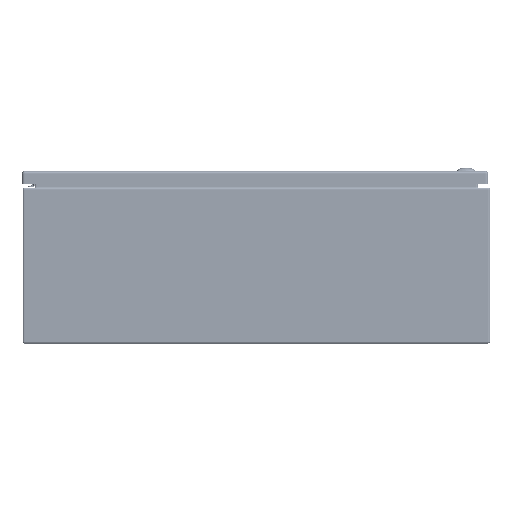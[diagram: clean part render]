
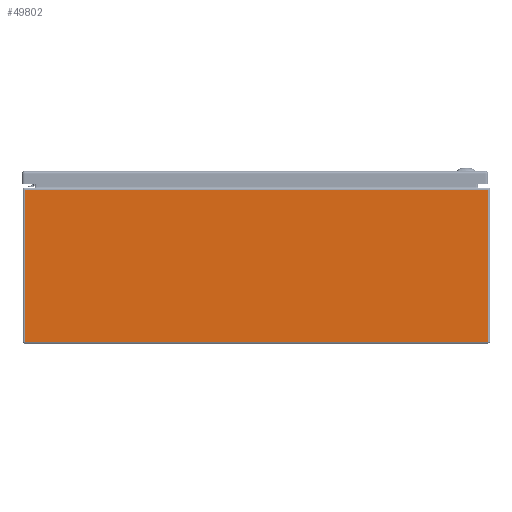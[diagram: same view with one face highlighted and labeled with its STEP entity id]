
A CAD part, front view. The second image highlights one B-rep face of the part: STEP entity #49802.
In plain terms, the highlighted planar face has unit normal (0, -1, 0).
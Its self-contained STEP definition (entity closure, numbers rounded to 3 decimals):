
#4206=LINE('',#71356,#8110);
#4207=LINE('',#71358,#8111);
#4208=LINE('',#71360,#8112);
#4209=LINE('',#71361,#8113);
#8110=VECTOR('',#58286,0.394);
#8111=VECTOR('',#58287,0.394);
#8112=VECTOR('',#58288,0.394);
#8113=VECTOR('',#58289,0.394);
#12673=FACE_OUTER_BOUND('',#15687,.T.);
#15687=EDGE_LOOP('',(#33342,#33343,#33344,#33345));
#20808=VERTEX_POINT('',#71351);
#20809=VERTEX_POINT('',#71355);
#20810=VERTEX_POINT('',#71357);
#20811=VERTEX_POINT('',#71359);
#25662=EDGE_CURVE('',#20808,#20809,#4206,.T.);
#25663=EDGE_CURVE('',#20810,#20808,#4207,.T.);
#25664=EDGE_CURVE('',#20811,#20810,#4208,.T.);
#25665=EDGE_CURVE('',#20809,#20811,#4209,.T.);
#33342=ORIENTED_EDGE('',*,*,#25662,.F.);
#33343=ORIENTED_EDGE('',*,*,#25663,.F.);
#33344=ORIENTED_EDGE('',*,*,#25664,.F.);
#33345=ORIENTED_EDGE('',*,*,#25665,.F.);
#48396=PLANE('',#53685);
#49802=ADVANCED_FACE('',(#12673),#48396,.F.);
#53685=AXIS2_PLACEMENT_3D('',#71354,#58284,#58285);
#58284=DIRECTION('center_axis',(0.,1.,0.));
#58285=DIRECTION('ref_axis',(1.,0.,0.));
#58286=DIRECTION('',(-1.,0.,0.));
#58287=DIRECTION('',(0.,0.,-1.));
#58288=DIRECTION('',(1.,0.,0.));
#58289=DIRECTION('',(0.,0.,1.));
#71351=CARTESIAN_POINT('',(14.879,-18.,0.121));
#71354=CARTESIAN_POINT('Origin',(0.,-18.,5.017));
#71355=CARTESIAN_POINT('',(-14.879,-18.,0.121));
#71356=CARTESIAN_POINT('',(0.,-18.,0.121));
#71357=CARTESIAN_POINT('',(14.879,-18.,9.879));
#71358=CARTESIAN_POINT('',(14.879,-18.,5.017));
#71359=CARTESIAN_POINT('',(-14.879,-18.,9.879));
#71360=CARTESIAN_POINT('',(-9.914,-18.,9.879));
#71361=CARTESIAN_POINT('',(-14.879,-18.,5.017));
